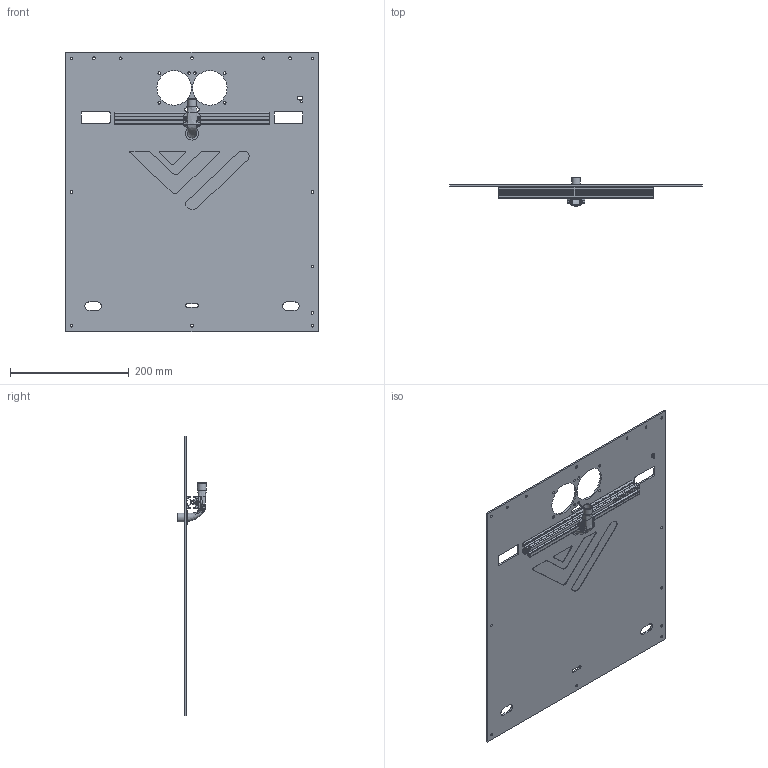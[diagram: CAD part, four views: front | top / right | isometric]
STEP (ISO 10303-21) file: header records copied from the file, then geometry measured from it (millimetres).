
FILE_DESCRIPTION(/* description */ (''),/* implementation_level */ '2;1');
FILE_NAME(/* name */ 'Cpap back panel tube mount Vz235.step',/* time_stamp */ '2022-06-06T10:36:23-04:00',/* author */ (''),/* organization */ (''),/* preprocessor_version */ 'ST-DEVELOPER v19',/* originating_system */ 'Autodesk Translation Framework v11.7.0.108',/* authorisation */ '');
FILE_SCHEMA (('AUTOMOTIVE_DESIGN { 1 0 10303 214 3 1 1 }'));
Products named in the file (17): Cpap tube mount Vz235; enclosure; panels; back panel; !!not to add to official release; Alu AWD Idler/motormont; AWD 2020 260mm(Mirror); CPAP tube mount; Upper Cpap body; Lower CPAP body; Hardware; M3 6mm Socket Head Black; M4 8mm Socket Head; M4 T nut; M4 T nut_1; M4 T-Nut for 2020 extrusion; Cap
Assembly tree (19 placements, depth 5):
  Cpap tube mount Vz235
    enclosure
      panels
        back panel
    !!not to add to official release
      Alu AWD Idler/motormont
        AWD 2020 260mm(Mirror)
    CPAP tube mount
      Upper Cpap body
      Lower CPAP body
      Hardware
        M3 6mm Socket Head Black  x2
        M4 8mm Socket Head  x2
        M4 T nut
          M4 T-Nut for 2020 extrusion
        M4 T nut_1
          M4 T-Nut for 2020 extrusion
      Cap
Bounding box: 425 x 48.8 x 470 mm (x, y, z)
Volume: 614542.4 mm3; surface area: 451203 mm2
Topology: 11 solids, 11 shells, 2027 faces, 4866 edges, 3214 vertices
Faces by surface type: plane 1613, cylinder 310, bspline 55, cone 46, torus 3
Full cylindrical faces by diameter (mm): 2.35 x20, 2.8 x2, 3 x20, 3.091 x20, 3.2 x1, 3.3 x2, 3.332 x4, 4 x20, 4.109 x2, 4.2 x3, 4.3 x9, 4.4 x15, 5.5 x2, 7 x2, 12.6 x2, 15 x2, 15.3 x1, 15.6 x1, 18 x1, 18.2 x1, 22.2 x1, 58 x2
Entity records: 48526 total; most frequent: CARTESIAN_POINT 20248, ORIENTED_EDGE 5742, DIRECTION 5595, EDGE_CURVE 2871, VERTEX_POINT 1900, AXIS2_PLACEMENT_3D 1880, LINE 1835, VECTOR 1835
